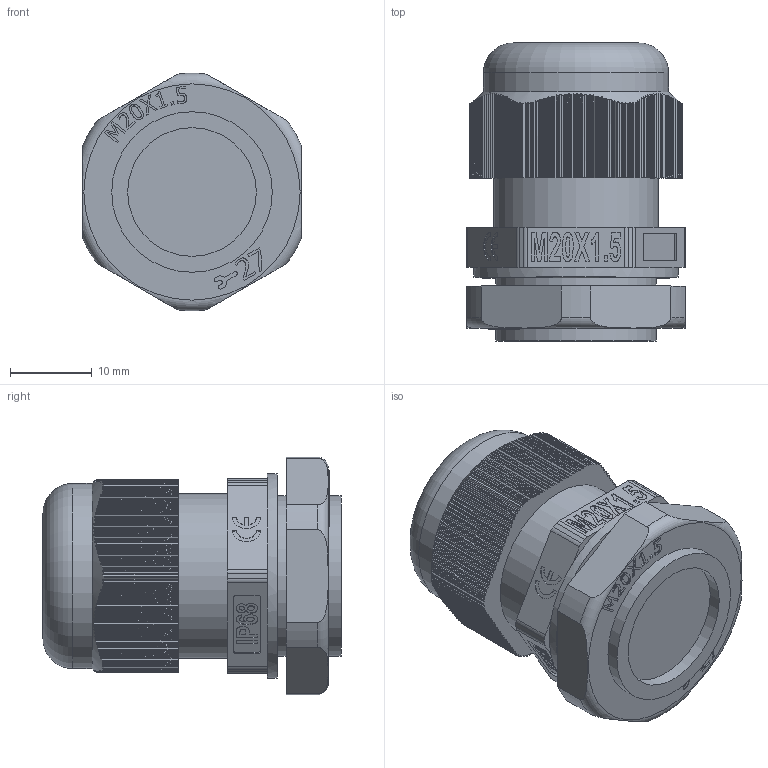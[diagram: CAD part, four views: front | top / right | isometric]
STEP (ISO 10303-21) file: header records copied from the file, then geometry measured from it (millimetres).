
FILE_DESCRIPTION(/* description */ (''),/* implementation_level */ '2;1');
FILE_NAME(/* name */ 'ZETARUS MG-20.stp',/* time_stamp */ '2022-02-02T16:24:00+07:00',/* author */ ('zeta-09'),/* organization */ (''),/* preprocessor_version */ 'ST-DEVELOPER v18.1',/* originating_system */ 'Autodesk Inventor 2021',/* authorisation */ '');
FILE_SCHEMA (('AUTOMOTIVE_DESIGN { 1 0 10303 214 3 1 1 }'));
Length unit declared in the file: millimetre
Products named in the file (1): ZETARUS MG-20
Bounding box: 26.7 x 36.4 x 28.98 mm (x, y, z)
Volume: 15425.6 mm3; surface area: 4836.5 mm2
Topology: 1 solids, 1 shells, 971 faces, 2775 edges, 1846 vertices
Faces by surface type: plane 524, cylinder 333, bspline 109, torus 4, cone 1
Full cylindrical faces by diameter (mm): 12.3 x1, 15.7 x1, 19.6 x2, 20.1 x1, 22.6 x1, 25 x1
Entity records: 35573 total; most frequent: CARTESIAN_POINT 11066, ORIENTED_EDGE 5550, DIRECTION 4069, EDGE_CURVE 2775, VERTEX_POINT 1846, LINE 1547, VECTOR 1547, AXIS2_PLACEMENT_3D 1261
